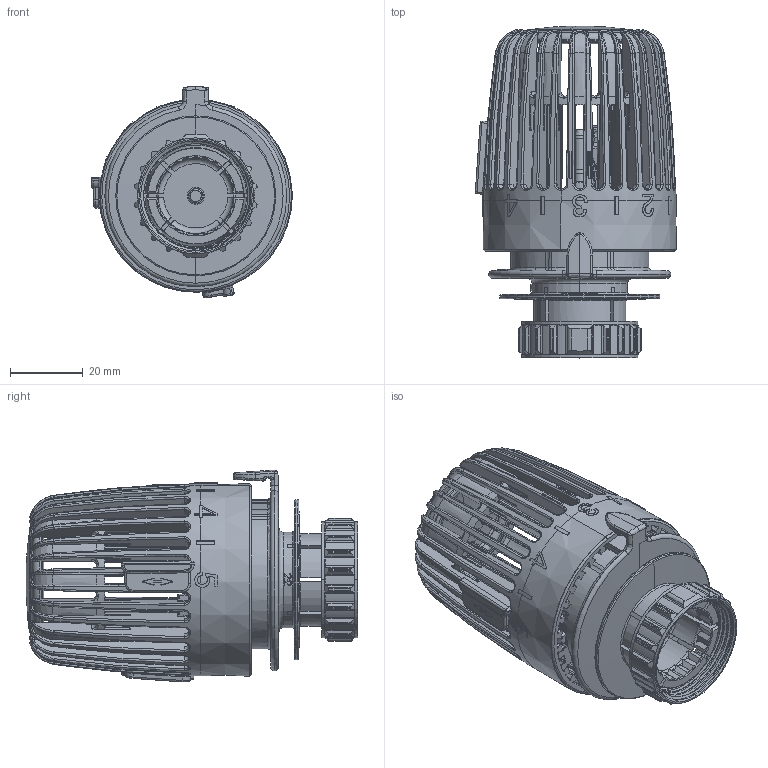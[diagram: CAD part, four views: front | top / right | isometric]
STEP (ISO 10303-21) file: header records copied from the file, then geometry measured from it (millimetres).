
FILE_DESCRIPTION((''),'2;1');
FILE_NAME('6200-00-500-30-HGZ_SW0001','2015-07-30T',('marann'),(''),'PRO/ENGINEER BY PARAMETRIC TECHNOLOGY CORPORATION, 2011490','PRO/ENGINEER BY PARAMETRIC TECHNOLOGY CORPORATION, 2011490','');
FILE_SCHEMA(('CONFIG_CONTROL_DESIGN'));
Length unit declared in the file: millimetre
Products named in the file (1): 6200-00-500-30-HGZ_SW0001
Bounding box: 55.25 x 91.07 x 58.15 mm (x, y, z)
Volume: 41539.2 mm3; surface area: 52001 mm2
Topology: 13 solids, 13 shells, 3992 faces, 11175 edges, 7141 vertices
Faces by surface type: plane 1777, cylinder 951, bspline 493, torus 391, cone 295, extrusion 46, sphere 39
Entity records: 168820 total; most frequent: CARTESIAN_POINT 72961, ORIENTED_EDGE 22334, DIRECTION 17180, EDGE_CURVE 11167, VERTEX_POINT 7141, AXIS2_PLACEMENT_3D 6096, VECTOR 4988, LINE 4942
